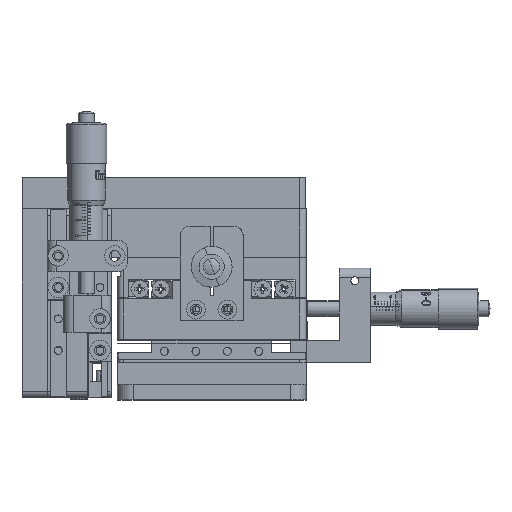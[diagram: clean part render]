
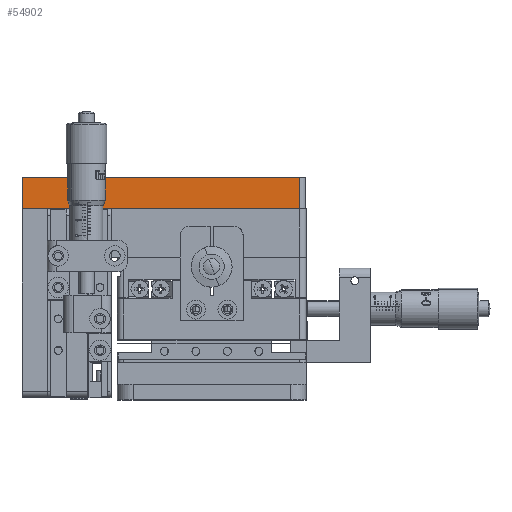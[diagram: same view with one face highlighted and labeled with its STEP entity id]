
A CAD part, top view. The second image highlights one B-rep face of the part: STEP entity #54902.
In plain terms, the highlighted planar face has unit normal (0, 0, 1).
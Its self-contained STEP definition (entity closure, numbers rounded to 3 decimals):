
#1879 = FACE_OUTER_BOUND ( 'NONE', #30233, .T. ) ;
#2860 = DIRECTION ( 'NONE',  ( 1., 0., 0. ) ) ;
#7140 = VECTOR ( 'NONE', #2860, 1000. ) ;
#10205 = EDGE_CURVE ( 'NONE', #10534, #11001, #21659, .T. ) ;
#10534 = VERTEX_POINT ( 'NONE', #11657 ) ;
#11001 = VERTEX_POINT ( 'NONE', #71089 ) ;
#11657 = CARTESIAN_POINT ( 'NONE',  ( -90.3, 70.8, 30. ) ) ;
#15215 = DIRECTION ( 'NONE',  ( 0., -1., 0. ) ) ;
#18574 = VECTOR ( 'NONE', #19824, 1000. ) ;
#19824 = DIRECTION ( 'NONE',  ( 1., 0., 0. ) ) ;
#21659 = LINE ( 'NONE', #55244, #72842 ) ;
#23748 = VERTEX_POINT ( 'NONE', #65941 ) ;
#24888 = LINE ( 'NONE', #69443, #7140 ) ;
#25358 = VECTOR ( 'NONE', #62906, 1000. ) ;
#28137 = DIRECTION ( 'NONE',  ( 0., 0., -1. ) ) ;
#30233 = EDGE_LOOP ( 'NONE', ( #30524, #60297, #79309, #83165 ) ) ;
#30524 = ORIENTED_EDGE ( 'NONE', *, *, #85814, .T. ) ;
#34645 = PLANE ( 'NONE',  #71327 ) ;
#36428 = LINE ( 'NONE', #59897, #18574 ) ;
#42978 = EDGE_CURVE ( 'NONE', #10534, #75054, #24888, .T. ) ;
#49470 = CARTESIAN_POINT ( 'NONE',  ( -2.1, 70.8, 30. ) ) ;
#50922 = EDGE_CURVE ( 'NONE', #75054, #23748, #60937, .T. ) ;
#54902 = ADVANCED_FACE ( 'NONE', ( #1879 ), #34645, .F. ) ;
#55244 = CARTESIAN_POINT ( 'NONE',  ( -90.3, 70.8, 30. ) ) ;
#59897 = CARTESIAN_POINT ( 'NONE',  ( -2.1, 60.8, 30. ) ) ;
#60297 = ORIENTED_EDGE ( 'NONE', *, *, #50922, .F. ) ;
#60937 = LINE ( 'NONE', #49470, #25358 ) ;
#62906 = DIRECTION ( 'NONE',  ( 0., -1., 0. ) ) ;
#64871 = CARTESIAN_POINT ( 'NONE',  ( -2.1, 70.8, 30. ) ) ;
#65941 = CARTESIAN_POINT ( 'NONE',  ( -2.1, 60.8, 30. ) ) ;
#68128 = CARTESIAN_POINT ( 'NONE',  ( -2.1, 70.8, 30. ) ) ;
#69443 = CARTESIAN_POINT ( 'NONE',  ( -2.1, 70.8, 30. ) ) ;
#71089 = CARTESIAN_POINT ( 'NONE',  ( -90.3, 60.8, 30. ) ) ;
#71327 = AXIS2_PLACEMENT_3D ( 'NONE', #68128, #28137, #74789 ) ;
#72842 = VECTOR ( 'NONE', #15215, 1000. ) ;
#74789 = DIRECTION ( 'NONE',  ( -1., 0., 0. ) ) ;
#75054 = VERTEX_POINT ( 'NONE', #64871 ) ;
#79309 = ORIENTED_EDGE ( 'NONE', *, *, #42978, .F. ) ;
#83165 = ORIENTED_EDGE ( 'NONE', *, *, #10205, .T. ) ;
#85814 = EDGE_CURVE ( 'NONE', #11001, #23748, #36428, .T. ) ;
